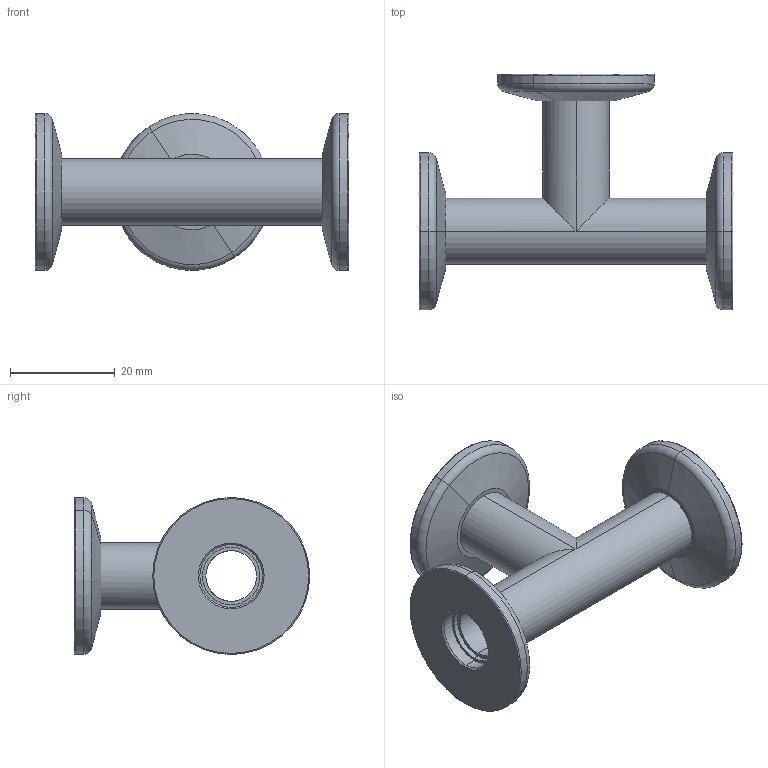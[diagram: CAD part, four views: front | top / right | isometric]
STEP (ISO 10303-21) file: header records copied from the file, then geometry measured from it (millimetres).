
FILE_DESCRIPTION (( 'STEP AP214' ), '1' );
FILE_NAME ('Hositrad_KT10-13.STEP', '2016-09-20T10:49:33', ( '' ), ( '' ), 'SwSTEP 2.0', 'SolidWorks 2016', '' );
FILE_SCHEMA (( 'AUTOMOTIVE_DESIGN' ));
Length unit declared in the file: millimetre
Products named in the file (3): KF Tee-all sizes_KF Tee 12.7; KF16-19WS_KF10-12.7; Hositrad_KT10-13
Assembly tree (4 placements, depth 2):
  Hositrad_KT10-13
    KF16-19WS_KF10-12.7  x3
    KF Tee-all sizes_KF Tee 12.7
Bounding box: 60 x 45 x 30 mm (x, y, z)
Volume: 10873.7 mm3; surface area: 10247.2 mm2
Topology: 4 solids, 4 shells, 75 faces, 154 edges, 88 vertices
Faces by surface type: cylinder 34, plane 15, torus 12, cone 12, bspline 2
Entity records: 1212 total; most frequent: CARTESIAN_POINT 348, DIRECTION 184, ORIENTED_EDGE 140, AXIS2_PLACEMENT_3D 80, EDGE_CURVE 70, EDGE_LOOP 42, VERTEX_POINT 40, CIRCLE 40
